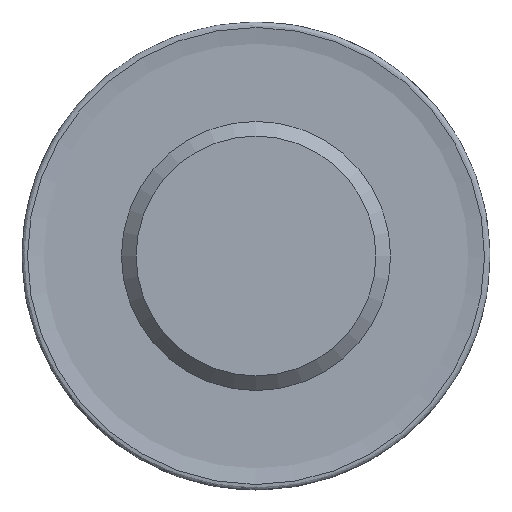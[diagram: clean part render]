
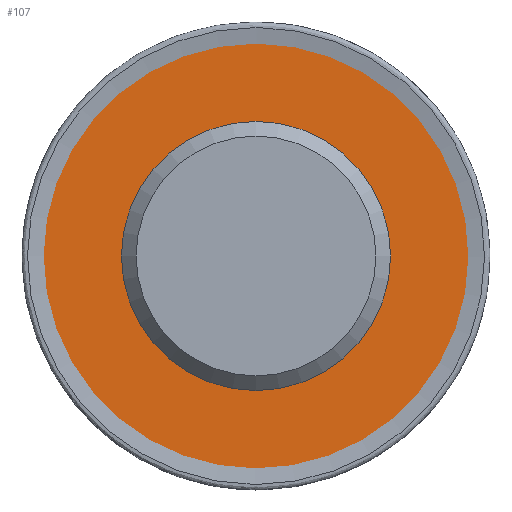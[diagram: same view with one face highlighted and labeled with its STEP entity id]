
A CAD part, left-side view. The second image highlights one B-rep face of the part: STEP entity #107.
In plain terms, the highlighted planar face has unit normal (-1, 0, 0).
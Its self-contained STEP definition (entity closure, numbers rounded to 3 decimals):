
#102=PLANE('',#337);
#107=ADVANCED_FACE('',(#133,#134),#102,.F.);
#133=FACE_BOUND('',#175,.T.);
#134=FACE_BOUND('',#176,.T.);
#175=EDGE_LOOP('',(#219));
#176=EDGE_LOOP('',(#220));
#219=ORIENTED_EDGE('',*,*,#285,.F.);
#220=ORIENTED_EDGE('',*,*,#283,.T.);
#261=VERTEX_POINT('',#467);
#263=VERTEX_POINT('',#472);
#283=EDGE_CURVE('',#261,#261,#305,.T.);
#285=EDGE_CURVE('',#263,#263,#307,.T.);
#305=CIRCLE('',#333,38.7);
#307=CIRCLE('',#336,23.);
#333=AXIS2_PLACEMENT_3D('',#466,#371,#372);
#336=AXIS2_PLACEMENT_3D('',#471,#377,#378);
#337=AXIS2_PLACEMENT_3D('',#473,#379,#380);
#371=DIRECTION('',(-1.,0.,0.));
#372=DIRECTION('',(0.,0.,1.));
#377=DIRECTION('',(-1.,0.,0.));
#378=DIRECTION('',(0.,0.,1.));
#379=DIRECTION('',(1.,0.,0.));
#380=DIRECTION('',(0.,0.,-1.));
#466=CARTESIAN_POINT('',(0.5,0.,0.));
#467=CARTESIAN_POINT('',(0.5,0.,38.7));
#471=CARTESIAN_POINT('',(0.5,0.,0.));
#472=CARTESIAN_POINT('',(0.5,0.,23.));
#473=CARTESIAN_POINT('',(0.5,23.,0.));
